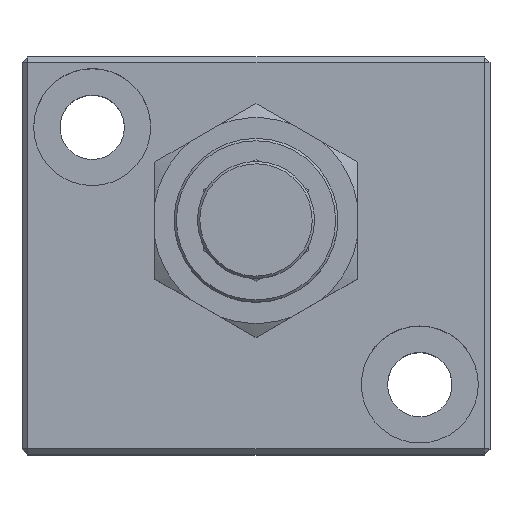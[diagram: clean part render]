
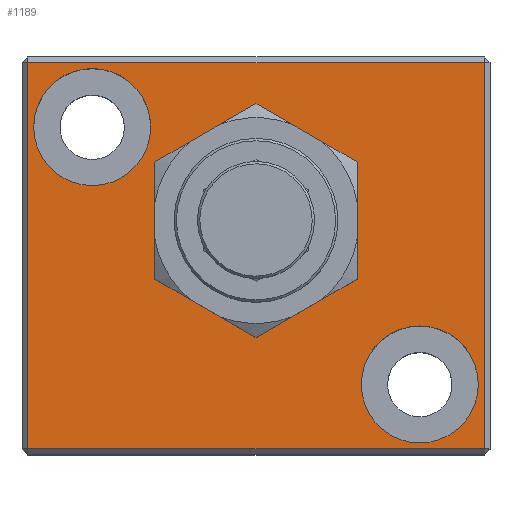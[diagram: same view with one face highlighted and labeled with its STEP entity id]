
A CAD part, top view. The second image highlights one B-rep face of the part: STEP entity #1189.
In plain terms, the highlighted planar face has unit normal (0, 0, 1).
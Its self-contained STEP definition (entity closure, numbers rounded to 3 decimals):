
#724=CARTESIAN_POINT('',(-19.5,-19.5,0.0));
#725=VERTEX_POINT('',#724);
#778=CARTESIAN_POINT('',(-19.5,13.5,0.0));
#779=VERTEX_POINT('',#778);
#820=CARTESIAN_POINT('',(19.5,-19.5,0.0));
#821=VERTEX_POINT('',#820);
#852=CARTESIAN_POINT('',(19.5,13.5,0.0));
#853=VERTEX_POINT('',#852);
#882=CARTESIAN_POINT('',(-19.5,13.5,0.0));
#883=DIRECTION('',(1.0,0.0,0.0));
#884=VECTOR('',#883,39.0);
#885=LINE('',#882,#884);
#886=EDGE_CURVE('',#779,#853,#885,.T.);
#904=CARTESIAN_POINT('',(19.5,13.5,0.0));
#905=DIRECTION('',(0.0,-1.0,0.0));
#906=VECTOR('',#905,33.0);
#907=LINE('',#904,#906);
#908=EDGE_CURVE('',#853,#821,#907,.T.);
#948=CARTESIAN_POINT('',(19.5,-19.5,0.0));
#949=DIRECTION('',(-1.0,0.0,0.0));
#950=VECTOR('',#949,39.);
#951=LINE('',#948,#950);
#952=EDGE_CURVE('',#821,#725,#951,.T.);
#1014=CARTESIAN_POINT('',(-19.5,-19.5,0.0));
#1015=DIRECTION('',(0.0,1.0,0.0));
#1016=VECTOR('',#1015,33.0);
#1017=LINE('',#1014,#1016);
#1018=EDGE_CURVE('',#725,#779,#1017,.T.);
#1145=CARTESIAN_POINT('',(0.,-3.,0.0));
#1146=DIRECTION('',(0.0,0.0,1.0));
#1147=DIRECTION('',(1.0,0.0,0.0));
#1148=AXIS2_PLACEMENT_3D('',#1145,#1146,#1147);
#1149=PLANE('',#1148);
#1150=ORIENTED_EDGE('',*,*,#886,.F.);
#1151=ORIENTED_EDGE('',*,*,#1018,.F.);
#1152=ORIENTED_EDGE('',*,*,#952,.F.);
#1153=ORIENTED_EDGE('',*,*,#908,.F.);
#1154=EDGE_LOOP('',(#1150,#1151,#1152,#1153));
#1155=FACE_OUTER_BOUND('',#1154,.T.);
#1156=CARTESIAN_POINT('',(-7.2,0.,0.0));
#1157=VERTEX_POINT('',#1156);
#1158=CARTESIAN_POINT('',(0.0,0.0,0.0));
#1159=DIRECTION('',(0.0,0.0,-1.0));
#1160=DIRECTION('',(1.0,0.0,0.0));
#1161=AXIS2_PLACEMENT_3D('',#1158,#1159,#1160);
#1162=CIRCLE('',#1161,7.2);
#1163=EDGE_CURVE('',#1157,#1157,#1162,.T.);
#1164=ORIENTED_EDGE('',*,*,#1163,.T.);
#1165=EDGE_LOOP('',(#1164));
#1166=FACE_BOUND('',#1165,.T.);
#1167=CARTESIAN_POINT('',(-9.,8.0,0.0));
#1168=VERTEX_POINT('',#1167);
#1169=CARTESIAN_POINT('',(-14.,8.0,0.0));
#1170=DIRECTION('',(0.0,0.0,-1.0));
#1171=DIRECTION('',(1.0,0.0,0.0));
#1172=AXIS2_PLACEMENT_3D('',#1169,#1170,#1171);
#1173=CIRCLE('',#1172,5.0);
#1174=EDGE_CURVE('',#1168,#1168,#1173,.T.);
#1175=ORIENTED_EDGE('',*,*,#1174,.T.);
#1176=EDGE_LOOP('',(#1175));
#1177=FACE_BOUND('',#1176,.T.);
#1178=CARTESIAN_POINT('',(19.,-14.,0.0));
#1179=VERTEX_POINT('',#1178);
#1180=CARTESIAN_POINT('',(14.,-14.,0.0));
#1181=DIRECTION('',(0.0,0.0,-1.0));
#1182=DIRECTION('',(1.0,0.0,0.0));
#1183=AXIS2_PLACEMENT_3D('',#1180,#1181,#1182);
#1184=CIRCLE('',#1183,5.0);
#1185=EDGE_CURVE('',#1179,#1179,#1184,.T.);
#1186=ORIENTED_EDGE('',*,*,#1185,.T.);
#1187=EDGE_LOOP('',(#1186));
#1188=FACE_BOUND('',#1187,.T.);
#1189=ADVANCED_FACE('',(#1155,#1166,#1177,#1188),#1149,.T.);
